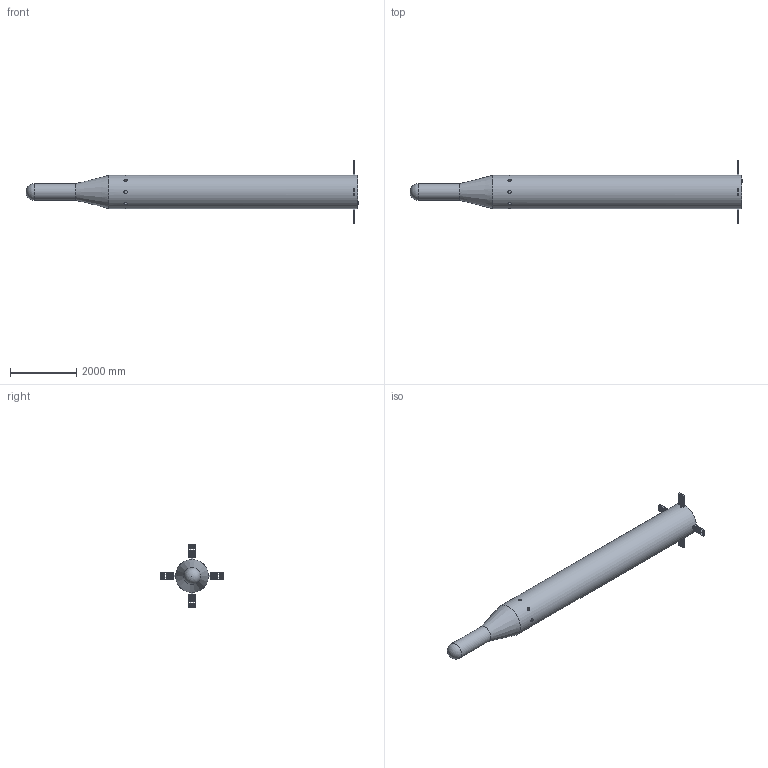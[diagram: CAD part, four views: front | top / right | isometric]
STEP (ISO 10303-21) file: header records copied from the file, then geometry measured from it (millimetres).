
FILE_DESCRIPTION(/* description */ (''),/* implementation_level */ '2;1');
FILE_NAME(/* name */ 'CFD_body_model_step.stp',/* time_stamp */ '2018-08-29T16:56:32+02:00',/* author */ (''),/* organization */ (''),/* preprocessor_version */ 'ST-DEVELOPER v16',/* originating_system */ 'SIEMENS PLM Software NX 11.0',/* authorisation */ '');
FILE_SCHEMA (('AUTOMOTIVE_DESIGN { 1 0 10303 214 3 1 1 1 }'));
Length unit declared in the file: millimetre
Products named in the file (1): CFD_body_model_step
Bounding box: 10000 x 1900 x 1900 mm (x, y, z)
Volume: 6619373292.2 mm3; surface area: 30744012.6 mm2
Topology: 1 solids, 1 shells, 121 faces, 338 edges, 226 vertices
Faces by surface type: plane 109, cylinder 10, cone 1, sphere 1
Full cylindrical faces by diameter (mm): 100 x8, 500 x1, 1000 x1
Entity records: 5461 total; most frequent: CARTESIAN_POINT 2290, ORIENTED_EDGE 664, DIRECTION 583, EDGE_CURVE 332, LINE 293, VECTOR 293, VERTEX_POINT 224, EDGE_LOOP 164
